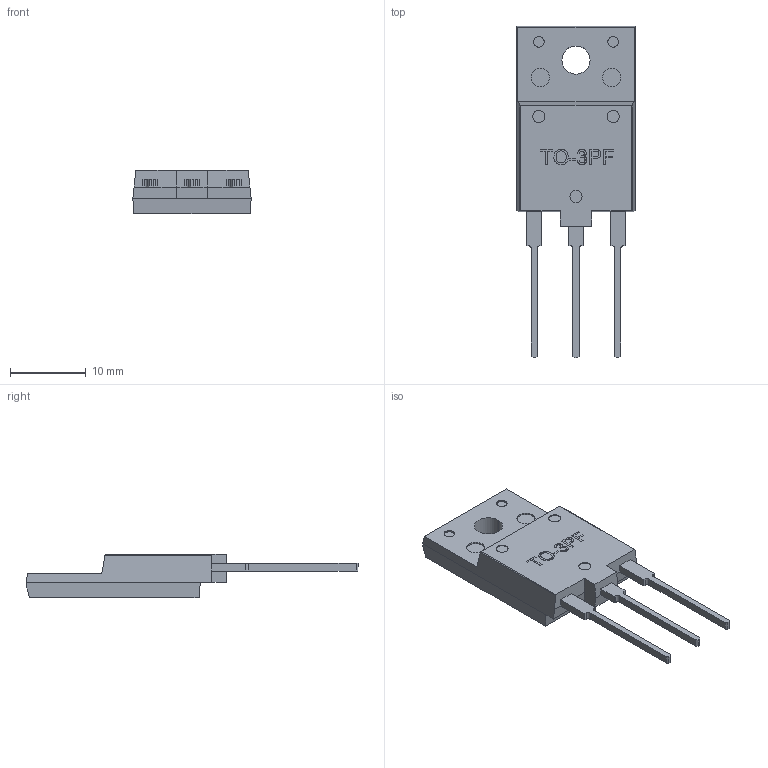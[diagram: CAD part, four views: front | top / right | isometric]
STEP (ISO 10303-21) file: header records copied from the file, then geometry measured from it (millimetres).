
FILE_DESCRIPTION (( 'STEP AP214' ), '1' );
FILE_NAME ('User Library-TO-3PF (ISOWATT218FX).STEP', '2015-03-27T06:32:23', ( 'Windows User' ), ( '' ), 'SwSTEP 2.0', 'SolidWorks 2015', '' );
FILE_SCHEMA (( 'AUTOMOTIVE_DESIGN' ));
Length unit declared in the file: millimetre
Products named in the file (1): User Library-TO-3PF (ISOWATT218FX)
Bounding box: 15.6 x 43.8 x 5.7 mm (x, y, z)
Volume: 1741.7 mm3; surface area: 1406.2 mm2
Topology: 1 solids, 1 shells, 168 faces, 430 edges, 284 vertices
Faces by surface type: plane 106, cylinder 34, bspline 28
Entity records: 8584 total; most frequent: CARTESIAN_POINT 2755, ORIENTED_EDGE 860, DIRECTION 716, EDGE_CURVE 430, LINE 306, VECTOR 306, VERTEX_POINT 284, AXIS2_PLACEMENT_3D 205
